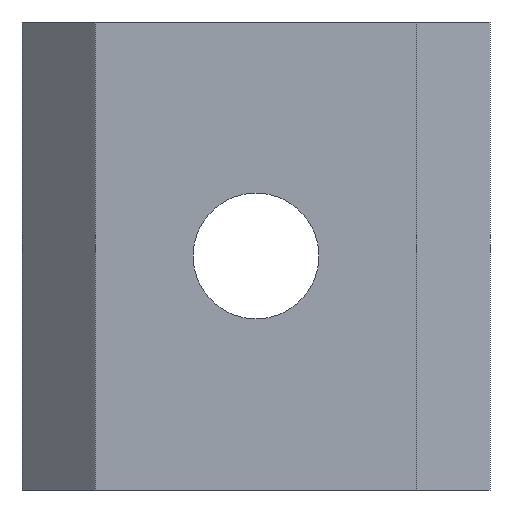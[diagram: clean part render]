
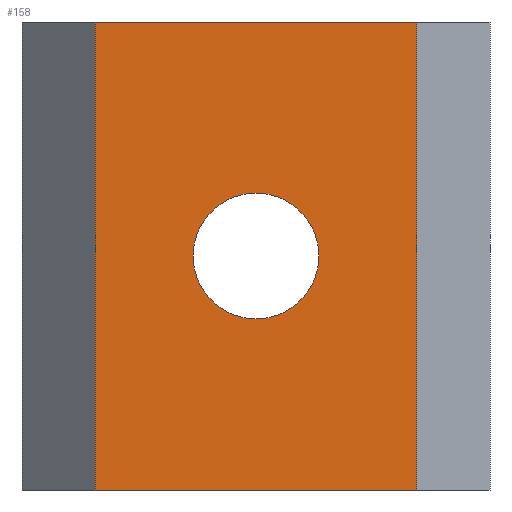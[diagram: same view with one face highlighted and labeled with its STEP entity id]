
A CAD part, front view. The second image highlights one B-rep face of the part: STEP entity #158.
In plain terms, the highlighted planar face has unit normal (0, -1, 0).
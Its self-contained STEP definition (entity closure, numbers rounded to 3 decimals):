
#17 = VERTEX_POINT ( 'NONE', #317 ) ;
#20 = DIRECTION ( 'NONE',  ( -1., 0., 0. ) ) ;
#28 = CARTESIAN_POINT ( 'NONE',  ( -5.5, -6., 0. ) ) ;
#31 = VERTEX_POINT ( 'NONE', #248 ) ;
#33 = EDGE_CURVE ( 'NONE', #17, #218, #304, .T. ) ;
#35 = DIRECTION ( 'NONE',  ( 0., -1., 0. ) ) ;
#38 = EDGE_LOOP ( 'NONE', ( #64, #298, #420, #152 ) ) ;
#45 = EDGE_CURVE ( 'NONE', #254, #136, #330, .T. ) ;
#58 = EDGE_CURVE ( 'NONE', #218, #440, #281, .T. ) ;
#64 = ORIENTED_EDGE ( 'NONE', *, *, #139, .T. ) ;
#68 = VECTOR ( 'NONE', #349, 1000. ) ;
#69 = DIRECTION ( 'NONE',  ( 0., 0., 1. ) ) ;
#75 = DIRECTION ( 'NONE',  ( 0., 0., -1. ) ) ;
#77 = AXIS2_PLACEMENT_3D ( 'NONE', #357, #464, #287 ) ;
#80 = VECTOR ( 'NONE', #257, 1000. ) ;
#93 = VECTOR ( 'NONE', #20, 1000. ) ;
#102 = DIRECTION ( 'NONE',  ( 0., 1., 0. ) ) ;
#104 = CARTESIAN_POINT ( 'NONE',  ( 5.376, -6., 16. ) ) ;
#115 = EDGE_CURVE ( 'NONE', #440, #31, #195, .T. ) ;
#134 = EDGE_CURVE ( 'NONE', #136, #254, #466, .T. ) ;
#136 = VERTEX_POINT ( 'NONE', #179 ) ;
#137 = ORIENTED_EDGE ( 'NONE', *, *, #45, .T. ) ;
#138 = PLANE ( 'NONE',  #387 ) ;
#139 = EDGE_CURVE ( 'NONE', #31, #17, #423, .T. ) ;
#152 = ORIENTED_EDGE ( 'NONE', *, *, #115, .T. ) ;
#158 = ADVANCED_FACE ( 'NONE', ( #211, #199 ), #138, .T. ) ;
#163 = ORIENTED_EDGE ( 'NONE', *, *, #134, .T. ) ;
#179 = CARTESIAN_POINT ( 'NONE',  ( 0., -6., 5.85 ) ) ;
#195 = LINE ( 'NONE', #104, #93 ) ;
#199 = FACE_OUTER_BOUND ( 'NONE', #38, .T. ) ;
#204 = CARTESIAN_POINT ( 'NONE',  ( 5.376, -6., 0. ) ) ;
#211 = FACE_BOUND ( 'NONE', #445, .T. ) ;
#218 = VERTEX_POINT ( 'NONE', #225 ) ;
#225 = CARTESIAN_POINT ( 'NONE',  ( 5.5, -6., 0. ) ) ;
#248 = CARTESIAN_POINT ( 'NONE',  ( -5.5, -6., 16. ) ) ;
#253 = VECTOR ( 'NONE', #69, 1000. ) ;
#254 = VERTEX_POINT ( 'NONE', #300 ) ;
#257 = DIRECTION ( 'NONE',  ( 0., 0., -1. ) ) ;
#261 = DIRECTION ( 'NONE',  ( 0., 0., 1. ) ) ;
#281 = LINE ( 'NONE', #390, #253 ) ;
#287 = DIRECTION ( 'NONE',  ( 0., 0., 1. ) ) ;
#298 = ORIENTED_EDGE ( 'NONE', *, *, #33, .T. ) ;
#300 = CARTESIAN_POINT ( 'NONE',  ( 0., -6., 10.15 ) ) ;
#304 = LINE ( 'NONE', #204, #68 ) ;
#317 = CARTESIAN_POINT ( 'NONE',  ( -5.5, -6., 0. ) ) ;
#327 = CARTESIAN_POINT ( 'NONE',  ( 5.376, -6., 0. ) ) ;
#330 = CIRCLE ( 'NONE', #337, 2.15 ) ;
#337 = AXIS2_PLACEMENT_3D ( 'NONE', #469, #102, #261 ) ;
#349 = DIRECTION ( 'NONE',  ( 1., 0., 0. ) ) ;
#357 = CARTESIAN_POINT ( 'NONE',  ( 0., -6., 8. ) ) ;
#378 = CARTESIAN_POINT ( 'NONE',  ( 5.5, -6., 16. ) ) ;
#387 = AXIS2_PLACEMENT_3D ( 'NONE', #327, #35, #75 ) ;
#390 = CARTESIAN_POINT ( 'NONE',  ( 5.5, -6., 0. ) ) ;
#420 = ORIENTED_EDGE ( 'NONE', *, *, #58, .T. ) ;
#423 = LINE ( 'NONE', #28, #80 ) ;
#440 = VERTEX_POINT ( 'NONE', #378 ) ;
#445 = EDGE_LOOP ( 'NONE', ( #137, #163 ) ) ;
#464 = DIRECTION ( 'NONE',  ( 0., 1., 0. ) ) ;
#466 = CIRCLE ( 'NONE', #77, 2.15 ) ;
#469 = CARTESIAN_POINT ( 'NONE',  ( 0., -6., 8. ) ) ;
